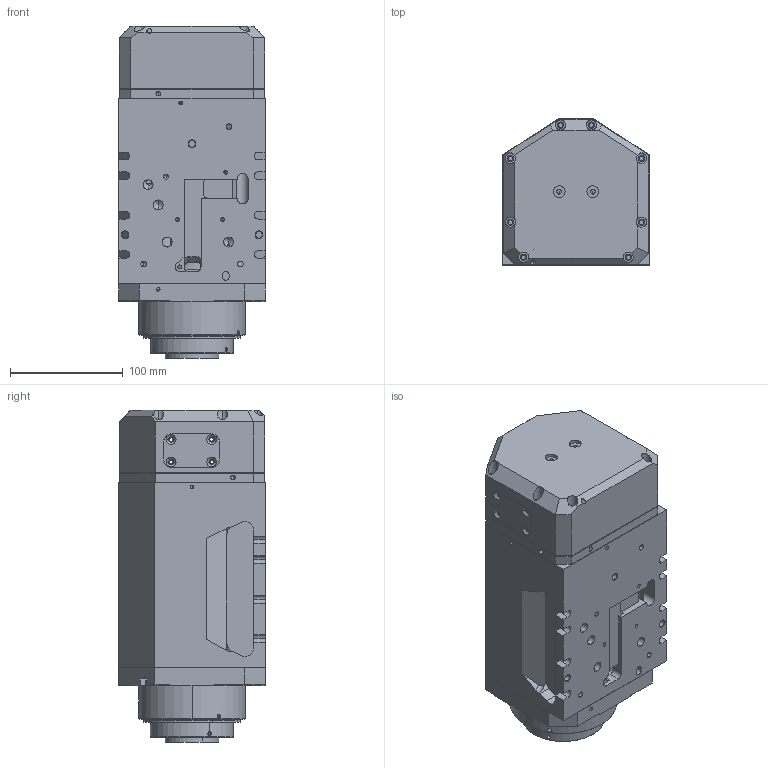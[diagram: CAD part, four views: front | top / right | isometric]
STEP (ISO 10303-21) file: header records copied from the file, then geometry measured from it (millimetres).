
FILE_DESCRIPTION (( 'STEP AP203' ), '1' );
FILE_NAME ('GDL65-ISO30-18Z-9-4.STEP', '2021-12-11T01:12:45', ( 'Sky123.Org' ), ( 'Sky123.Org' ), 'SwSTEP 2.0', 'SolidWorks 2018', '' );
FILE_SCHEMA (( 'CONFIG_CONTROL_DESIGN' ));
Length unit declared in the file: millimetre
Products named in the file (9): 綴粣創釱; ァ詰极; 翋粣; 滅鳥裔; 潰党裔啣蝶菜; 潰党裔啣; GDL65-ISO30-18Z-9-4; 儂褲; ヶ傷裔
Assembly tree (10 placements, depth 2):
  GDL65-ISO30-18Z-9-4
    儂褲
    ヶ傷裔
    綴粣創釱
    ァ詰极
    翋粣
    滅鳥裔
    潰党裔啣蝶菜  x2
    潰党裔啣  x2
Bounding box: 130 x 130 x 295 mm (x, y, z)
Volume: 1742035.6 mm3; surface area: 475321.3 mm2
Topology: 10 solids, 10 shells, 1142 faces, 2919 edges, 1792 vertices
Faces by surface type: cylinder 632, plane 280, cone 218, torus 6, bspline 6
Entity records: 40528 total; most frequent: CARTESIAN_POINT 12814, DIRECTION 5819, ORIENTED_EDGE 5358, EDGE_CURVE 2679, AXIS2_PLACEMENT_3D 2289, VERTEX_POINT 1720, EDGE_LOOP 1411, LINE 1241
